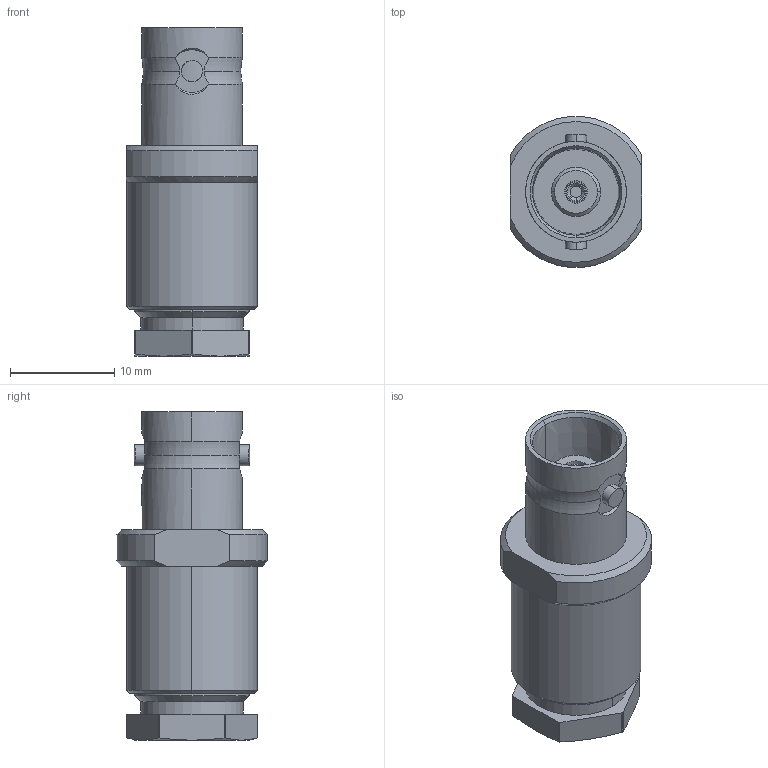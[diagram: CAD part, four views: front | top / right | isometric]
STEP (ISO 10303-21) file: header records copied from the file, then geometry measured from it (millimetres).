
FILE_DESCRIPTION (( 'STEP AP214' ), '1' );
FILE_NAME ('J01001A0032.STEP', '2018-11-19T09:37:05', ( '' ), ( '' ), 'SwSTEP 2.0', 'SolidWorks 2017', '' );
FILE_SCHEMA (( 'AUTOMOTIVE_DESIGN' ));
Length unit declared in the file: millimetre
Products named in the file (1): J01001A0032
Bounding box: 12.6 x 14.45 x 31.5 mm (x, y, z)
Volume: 2993.3 mm3; surface area: 1706.5 mm2
Topology: 1 solids, 1 shells, 144 faces, 348 edges, 224 vertices
Faces by surface type: plane 56, cylinder 47, cone 33, torus 8
Entity records: 5981 total; most frequent: CARTESIAN_POINT 1125, ORIENTED_EDGE 696, DIRECTION 672, EDGE_CURVE 348, AXIS2_PLACEMENT_3D 269, VERTEX_POINT 224, EDGE_LOOP 162, ADVANCED_FACE 144
